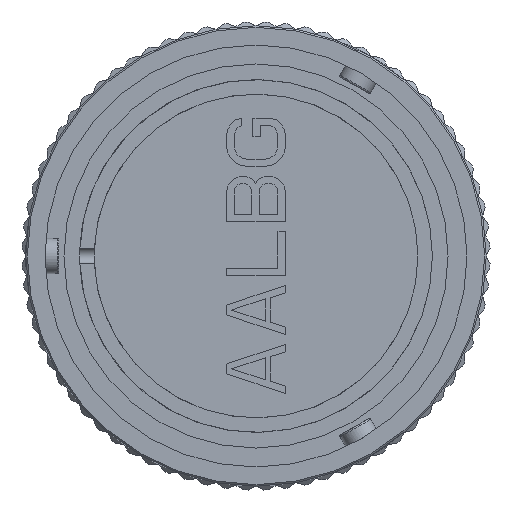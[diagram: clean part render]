
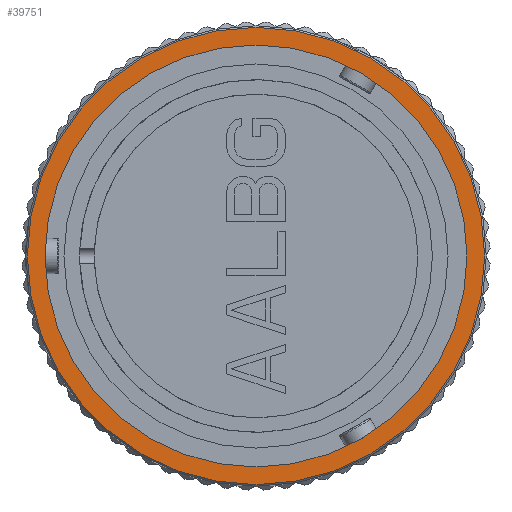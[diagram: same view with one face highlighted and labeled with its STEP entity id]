
A CAD part, left-side view. The second image highlights one B-rep face of the part: STEP entity #39751.
In plain terms, the highlighted planar face has unit normal (-1, 0, 0).
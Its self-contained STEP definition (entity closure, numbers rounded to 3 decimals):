
#692=CARTESIAN_POINT('',(-13.27,0.,0.));
#693=DIRECTION('',(1.,0.,0.));
#694=DIRECTION('',(0.,-0.5,0.866));
#695=AXIS2_PLACEMENT_3D('',#692,#693,#694);
#697=CARTESIAN_POINT('',(-13.27,0.,0.));
#698=DIRECTION('',(-1.,0.,0.));
#699=DIRECTION('',(0.,-0.5,0.866));
#700=AXIS2_PLACEMENT_3D('',#697,#698,#699);
#702=CARTESIAN_POINT('',(-13.27,0.,0.));
#703=DIRECTION('',(-1.,0.,0.));
#704=DIRECTION('',(0.,-0.5,0.866));
#705=AXIS2_PLACEMENT_3D('',#702,#703,#704);
#715=CARTESIAN_POINT('',(-13.27,0.,0.));
#716=DIRECTION('',(1.,0.,0.));
#717=DIRECTION('',(0.,-0.5,0.866));
#718=AXIS2_PLACEMENT_3D('',#715,#716,#717);
#38288=CARTESIAN_POINT('',(-13.27,-13.43,23.261));
#38289=CARTESIAN_POINT('',(-13.27,13.43,-23.261));
#38290=VERTEX_POINT('',#38288);
#38291=VERTEX_POINT('',#38289);
#39014=CARTESIAN_POINT('',(-13.27,-14.555,25.21));
#39015=VERTEX_POINT('',#39014);
#39016=CARTESIAN_POINT('',(-13.27,14.555,-25.21));
#39017=VERTEX_POINT('',#39016);
#39736=CARTESIAN_POINT('',(-13.27,0.,0.));
#39737=DIRECTION('',(-1.,0.,0.));
#39738=DIRECTION('',(0.,0.5,-0.866));
#39739=AXIS2_PLACEMENT_3D('',#39736,#39737,#39738);
#39740=PLANE('1169',#39739);
#39742=ORIENTED_EDGE('9964',*,*,#39741,.F.);
#39744=ORIENTED_EDGE('9966',*,*,#39743,.T.);
#39745=EDGE_LOOP('1169',(#39742,#39744));
#39746=FACE_OUTER_BOUND('1169',#39745,.F.);
#39747=ORIENTED_EDGE('9350',*,*,#39649,.F.);
#39748=ORIENTED_EDGE('9348',*,*,#39611,.T.);
#39749=EDGE_LOOP('1169',(#39747,#39748));
#39750=FACE_BOUND('1169',#39749,.F.);
#696=CIRCLE('9350',#695,26.86);
#701=CIRCLE('9348',#700,26.86);
#706=CIRCLE('9964',#705,29.11);
#719=CIRCLE('9966',#718,29.11);
#39611=EDGE_CURVE('9348',#38290,#38291,#701,.T.);
#39649=EDGE_CURVE('9350',#38290,#38291,#696,.T.);
#39741=EDGE_CURVE('9964',#39015,#39017,#706,.T.);
#39743=EDGE_CURVE('9966',#39015,#39017,#719,.T.);
#39751=ADVANCED_FACE('1169',(#39746,#39750),#39740,.T.);
